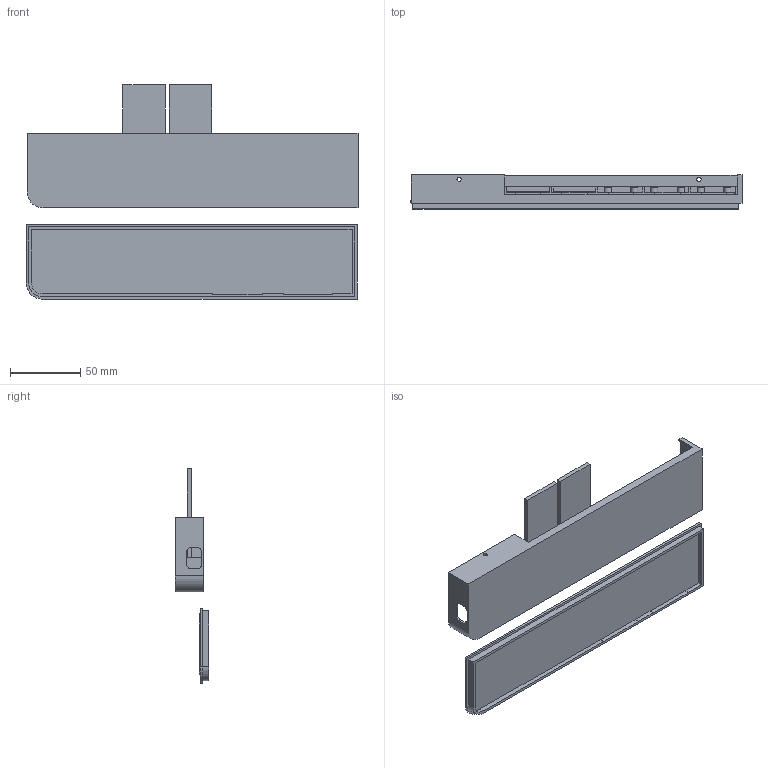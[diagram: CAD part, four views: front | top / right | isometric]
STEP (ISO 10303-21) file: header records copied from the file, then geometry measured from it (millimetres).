
FILE_DESCRIPTION(/* description */ (''),/* implementation_level */ '2;1');
FILE_NAME(/* name */ 'Task_Reminder.step',/* time_stamp */ '2023-07-09T22:23:30+02:00',/* author */ (''),/* organization */ (''),/* preprocessor_version */ 'ST-DEVELOPER v19.2',/* originating_system */ 'Autodesk Translation Framework v12.6.0.85',/* authorisation */ '');
FILE_SCHEMA (('AUTOMOTIVE_DESIGN { 1 0 10303 214 3 1 1 }'));
Products named in the file (1): TaskListInteractive v8
Bounding box: 235.61 x 24 x 152.15 mm (x, y, z)
Volume: 94121.1 mm3; surface area: 116599.3 mm2
Topology: 5 solids, 5 shells, 1551 faces, 4182 edges, 2788 vertices
Faces by surface type: plane 803, bspline 701, cylinder 47
Full cylindrical faces by diameter (mm): 2 x10, 3 x4, 5 x10, 5.4 x14
Entity records: 58416 total; most frequent: CARTESIAN_POINT 24095, ORIENTED_EDGE 8364, DIRECTION 4576, EDGE_CURVE 4182, VERTEX_POINT 2788, LINE 2686, VECTOR 2686, EDGE_LOOP 1720
